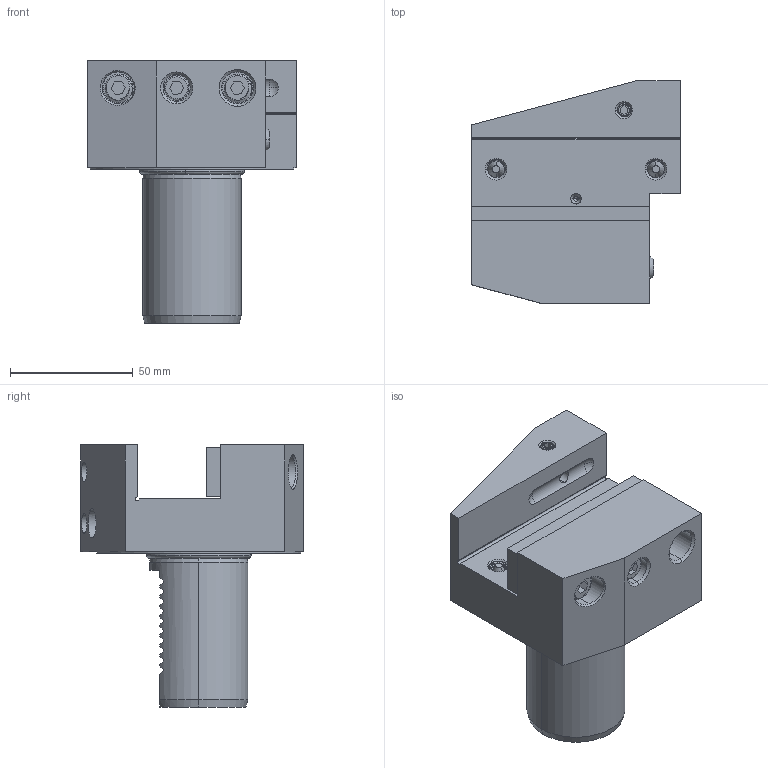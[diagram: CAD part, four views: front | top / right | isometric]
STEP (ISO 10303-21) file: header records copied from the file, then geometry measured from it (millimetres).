
FILE_DESCRIPTION (( 'STEP AP203' ), '1' );
FILE_NAME ('409.33.25.IK.STEP', '2017-12-26T05:00:23', ( '' ), ( '' ), 'SwSTEP 2.0', 'SolidWorks 2012', '' );
FILE_SCHEMA (( 'CONFIG_CONTROL_DESIGN' ));
Length unit declared in the file: millimetre
Products named in the file (13): 409.33.25.IK; M6螺絲投; 25x7.8; O型環8; M8尖頭螺絲; M12平頭螺絲25; 管螺文螺絲; 皿頭_M4xP0.7x8L; 2-44100006N4出水銅嘴; O型環38.7; 72.5x20x6; VDI40    B3; M6x30
Assembly tree (16 placements, depth 2):
  409.33.25.IK
    VDI40    B3
    72.5x20x6
    M6x30
    O型環38.7
    2-44100006N4出水銅嘴
    皿頭_M4xP0.7x8L
    管螺文螺絲
    M12平頭螺絲25  x2
    M8尖頭螺絲  x2
    25x7.8
    M6螺絲投  x3
    O型環8
Bounding box: 85 x 90.5 x 106.7 mm (x, y, z)
Volume: 291572.6 mm3; surface area: 60827.8 mm2
Topology: 16 solids, 16 shells, 802 faces, 2166 edges, 1403 vertices
Faces by surface type: cylinder 410, plane 167, cone 152, bspline 49, torus 18, sphere 6
Entity records: 67243 total; most frequent: CARTESIAN_POINT 51241, ORIENTED_EDGE 3564, DIRECTION 2502, EDGE_CURVE 1782, VERTEX_POINT 1154, AXIS2_PLACEMENT_3D 908, EDGE_LOOP 704, VECTOR 686
